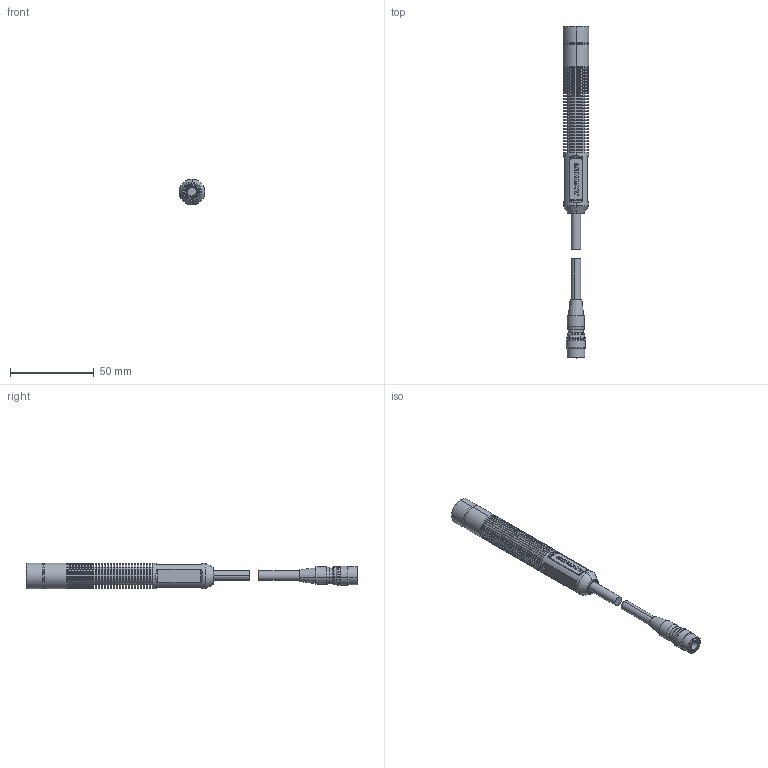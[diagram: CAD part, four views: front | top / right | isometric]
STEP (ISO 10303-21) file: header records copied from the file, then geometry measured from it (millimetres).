
FILE_DESCRIPTION (( 'STEP AP214' ), '1' );
FILE_NAME ('88007-C wand-QX4_2.STEP', '2021-10-26T06:36:18', ( '' ), ( '' ), 'SwSTEP 2.0', 'SolidWorks 2020', '' );
FILE_SCHEMA (( 'AUTOMOTIVE_DESIGN' ));
Length unit declared in the file: millimetre
Products named in the file (15): 3mm 5 WD Lens Module^3mm 5 WD Lens and Collimating Lens Module(2)_3mm 5 WD Lens and Collimating Lens Module; HR10A-7P-4P; 84107-C M8130_M_tail; Lens Housing^Collimating Lens Module_3mm 5 WD Lens and Collimating Lens Module(2)_3mm 5 WD Lens and Collimating Lens Module; 3mm 5 WD Focusing Lens Housing^3mm 5 WD Lens Module_3mm 5 WD Lens and Collimating Lens Module(2)_3mm 5 WD Lens and Collimating Lens Module; 3mm 5 WD Lens and Collimating Lens Module; 3mm 5 WD Lens and Collimating Lens Module(2)^3mm 5 WD Lens and Collimating Lens Module; 88007-C wand-QX4_2; Lens Insert-Collimating Lens^Collimating Lens Module_3mm 5 WD Lens and Collimating Lens Module(2)_3mm 5 WD Lens and Collimating Lens Module; fix screw; 87008-C brand_label; 81202-C wand housing; 87037-C 385_label; Collimating Lens Module^3mm 5 WD Lens and Collimating Lens Module(2)_3mm 5 WD Lens and Collimating Lens Module; 3mm 5 WD Focusing Lens Insert^3mm 5 WD Lens Module_3mm 5 WD Lens and Collimating Lens Module(2)_3mm 5 WD Lens and Collimating Lens Module
Assembly tree (15 placements, depth 5):
  88007-C wand-QX4_2
    81202-C wand housing
    84107-C M8130_M_tail
    87008-C brand_label
    fix screw  x2
    3mm 5 WD Lens and Collimating Lens Module
      3mm 5 WD Lens and Collimating Lens Module(2)^3mm 5 WD Lens and Collimating Lens Module
        Collimating Lens Module^3mm 5 WD Lens and Collimating Lens Module(2)_3mm 5 WD Lens and Collimating Lens Module
          Lens Housing^Collimating Lens Module_3mm 5 WD Lens and Collimating Lens Module(2)_3mm 5 WD Lens and Collimating Lens Module
          Lens Insert-Collimating Lens^Collimating Lens Module_3mm 5 WD Lens and Collimating Lens Module(2)_3mm 5 WD Lens and Collimating Lens Module
        3mm 5 WD Lens Module^3mm 5 WD Lens and Collimating Lens Module(2)_3mm 5 WD Lens and Collimating Lens Module
          3mm 5 WD Focusing Lens Housing^3mm 5 WD Lens Module_3mm 5 WD Lens and Collimating Lens Module(2)_3mm 5 WD Lens and Collimating Lens Module
          3mm 5 WD Focusing Lens Insert^3mm 5 WD Lens Module_3mm 5 WD Lens and Collimating Lens Module(2)_3mm 5 WD Lens and Collimating Lens Module
    87037-C 385_label
    HR10A-7P-4P
Bounding box: 15.4 x 197.64 x 15.4 mm (x, y, z)
Volume: 13631.6 mm3; surface area: 19225.3 mm2
Topology: 11 solids, 11 shells, 1065 faces, 2578 edges, 1643 vertices
Faces by surface type: plane 406, cylinder 284, bspline 190, torus 138, cone 47
Entity records: 39506 total; most frequent: CARTESIAN_POINT 15189, ORIENTED_EDGE 5010, DIRECTION 4632, EDGE_CURVE 2505, AXIS2_PLACEMENT_3D 1716, VERTEX_POINT 1596, VECTOR 1200, LINE 1200
